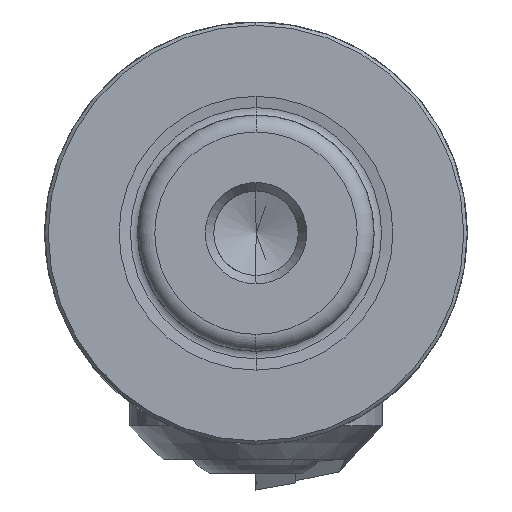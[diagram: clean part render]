
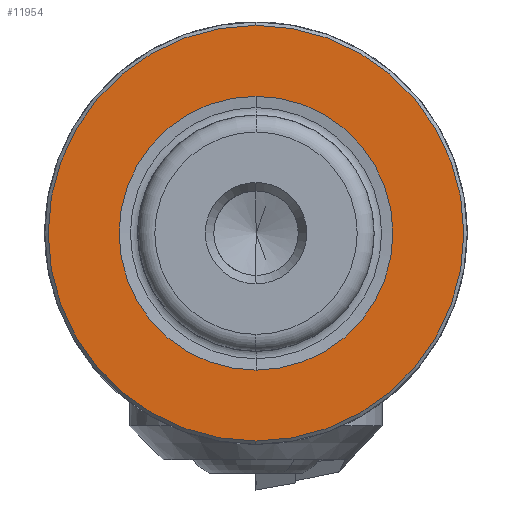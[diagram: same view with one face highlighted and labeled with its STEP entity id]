
A CAD part, left-side view. The second image highlights one B-rep face of the part: STEP entity #11954.
In plain terms, the highlighted planar face has unit normal (-1, 0, 0).
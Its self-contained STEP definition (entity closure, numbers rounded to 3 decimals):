
#2427 = VERTEX_POINT ( 'NONE', #24318 ) ;
#2869 = ORIENTED_EDGE ( 'NONE', *, *, #25201, .T. ) ;
#3874 = FACE_BOUND ( 'NONE', #4366, .T. ) ;
#3939 = PLANE ( 'NONE',  #6016 ) ;
#4366 = EDGE_LOOP ( 'NONE', ( #23667, #22240 ) ) ;
#5173 = AXIS2_PLACEMENT_3D ( 'NONE', #7907, #25218, #10410 ) ;
#5545 = CARTESIAN_POINT ( 'NONE',  ( 0., 0., -12.3 ) ) ;
#6016 = AXIS2_PLACEMENT_3D ( 'NONE', #18805, #23790, #8963 ) ;
#6377 = DIRECTION ( 'NONE',  ( -1., 0., 0. ) ) ;
#6500 = DIRECTION ( 'NONE',  ( -1., 0., 0. ) ) ;
#6809 = EDGE_CURVE ( 'NONE', #10461, #22204, #19128, .T. ) ;
#7907 = CARTESIAN_POINT ( 'NONE',  ( 0., 0., 0. ) ) ;
#8963 = DIRECTION ( 'NONE',  ( 0., 0., -1. ) ) ;
#10410 = DIRECTION ( 'NONE',  ( 0., 0., 1. ) ) ;
#10461 = VERTEX_POINT ( 'NONE', #19681 ) ;
#11954 = ADVANCED_FACE ( 'NONE', ( #3874, #23674 ), #3939, .F. ) ;
#13796 = DIRECTION ( 'NONE',  ( -1., 0., 0. ) ) ;
#13867 = CIRCLE ( 'NONE', #30217, 12.3 ) ;
#15141 = EDGE_CURVE ( 'NONE', #22204, #10461, #21751, .T. ) ;
#18443 = EDGE_LOOP ( 'NONE', ( #2869, #22425 ) ) ;
#18578 = EDGE_CURVE ( 'NONE', #2427, #20023, #22776, .T. ) ;
#18805 = CARTESIAN_POINT ( 'NONE',  ( 0., 8.103, 0. ) ) ;
#19128 = CIRCLE ( 'NONE', #20482, 8.103 ) ;
#19132 = AXIS2_PLACEMENT_3D ( 'NONE', #21339, #6500, #23828 ) ;
#19681 = CARTESIAN_POINT ( 'NONE',  ( 0., 0., 8.103 ) ) ;
#20023 = VERTEX_POINT ( 'NONE', #5545 ) ;
#20482 = AXIS2_PLACEMENT_3D ( 'NONE', #21211, #6377, #23698 ) ;
#21211 = CARTESIAN_POINT ( 'NONE',  ( 0., 0., 0. ) ) ;
#21339 = CARTESIAN_POINT ( 'NONE',  ( 0., 0., 0. ) ) ;
#21751 = CIRCLE ( 'NONE', #19132, 8.103 ) ;
#22204 = VERTEX_POINT ( 'NONE', #22369 ) ;
#22240 = ORIENTED_EDGE ( 'NONE', *, *, #15141, .F. ) ;
#22369 = CARTESIAN_POINT ( 'NONE',  ( 0., 0., -8.103 ) ) ;
#22425 = ORIENTED_EDGE ( 'NONE', *, *, #18578, .T. ) ;
#22776 = CIRCLE ( 'NONE', #5173, 12.3 ) ;
#23667 = ORIENTED_EDGE ( 'NONE', *, *, #6809, .F. ) ;
#23674 = FACE_OUTER_BOUND ( 'NONE', #18443, .T. ) ;
#23698 = DIRECTION ( 'NONE',  ( 0., 0., 1. ) ) ;
#23790 = DIRECTION ( 'NONE',  ( 1., 0., 0. ) ) ;
#23828 = DIRECTION ( 'NONE',  ( 0., 0., 1. ) ) ;
#24318 = CARTESIAN_POINT ( 'NONE',  ( 0., 0., 12.3 ) ) ;
#25201 = EDGE_CURVE ( 'NONE', #20023, #2427, #13867, .T. ) ;
#25218 = DIRECTION ( 'NONE',  ( -1., 0., 0. ) ) ;
#28619 = CARTESIAN_POINT ( 'NONE',  ( 0., 0., 0. ) ) ;
#30217 = AXIS2_PLACEMENT_3D ( 'NONE', #28619, #13796, #31088 ) ;
#31088 = DIRECTION ( 'NONE',  ( 0., 0., 1. ) ) ;
